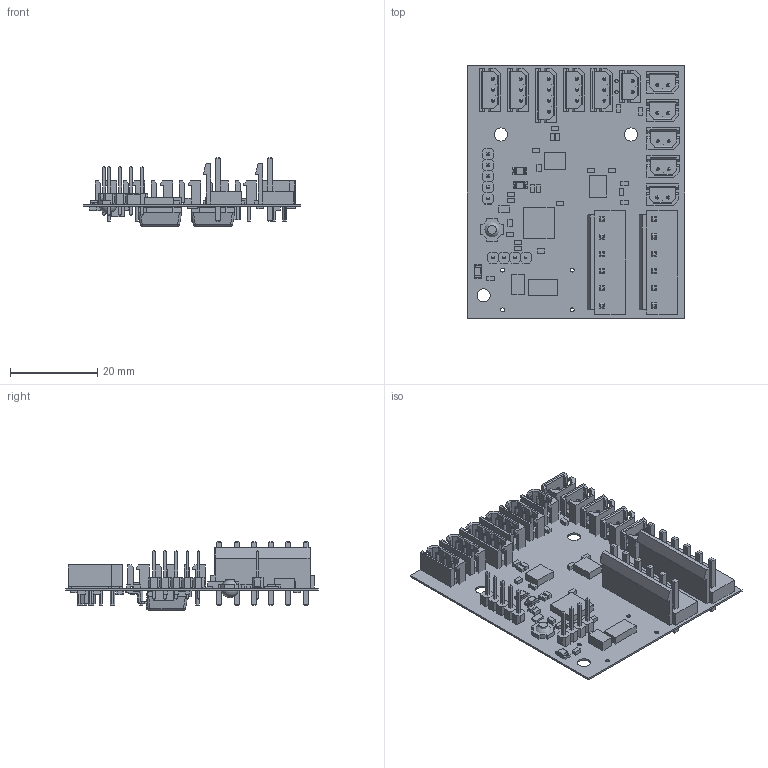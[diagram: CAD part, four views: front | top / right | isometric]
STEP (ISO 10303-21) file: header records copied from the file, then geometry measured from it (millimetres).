
FILE_DESCRIPTION(('Open CASCADE Model'),'2;1');
FILE_NAME('Open CASCADE Shape Model','2018-02-15T18:03:34',('Author'),( 'Open CASCADE'),'Open CASCADE STEP processor 6.8','Open CASCADE 6.8' ,'Unknown');
FILE_SCHEMA(('AUTOMOTIVE_DESIGN { 1 0 10303 214 1 1 1 1 }'));
Length unit declared in the file: millimetre
Products named in the file (110): PCB; Board; R21; 1099329088; Extruded; C19; 1; 1099328952; 2; C2; C5; 1099328272; C6; C7; C8; C9; C10; C11; C12; C13; C14; C16; C15; C17; C18; D1; 1099329224; D2; L1; L2; LED1; Surface_Mount_Chip_LED_3.2x1.6mm; LED3; LED4; R1; R2; R3; R4; R5; R6 ...
Assembly tree (161 placements, depth 4):
  PCB
    Board
    R21
      1099329088
        Extruded
    C19
      1099329088
        Extruded
    1
      1099328952
        Extruded
    2
      1099328952
        Extruded
    C2
      1099328952
        Extruded
    C5
      1099328272
        Extruded
    C6
      1099328952
        Extruded
    C7
      1099328952
        Extruded
    C8
      1099329088
        Extruded
    C9
      1099328952
        Extruded
    C10
      1099328952
        Extruded
    C11
      1099328952
        Extruded
    C12
      1099328952
        Extruded
    C13
      1099328952
        Extruded
    C14
      1099329088
        Extruded
    C16
      1099329088
        Extruded
    C15
      1099329088
        Extruded
    C17
      1099329088
        Extruded
    C18
      1099328952
        Extruded
    D1
Bounding box: 49.84 x 57.94 x 15.74 mm (x, y, z)
Volume: 5868.8 mm3; surface area: 15339.5 mm2
Topology: 178 solids, 178 shells, 3114 faces, 7714 edges, 5200 vertices
Faces by surface type: plane 2275, cylinder 473, bspline 353, sphere 9, torus 4
Full cylindrical faces by diameter (mm): 0.762 x2, 0.9 x13, 1.016 x28, 1.778 x12, 2 x1, 3 x3
Entity records: 49841 total; most frequent: CARTESIAN_POINT 12108, ORIENTED_EDGE 6906, DIRECTION 6580, EDGE_CURVE 3453, LINE 2470, VECTOR 2470, VERTEX_POINT 2221, AXIS2_PLACEMENT_3D 2055
